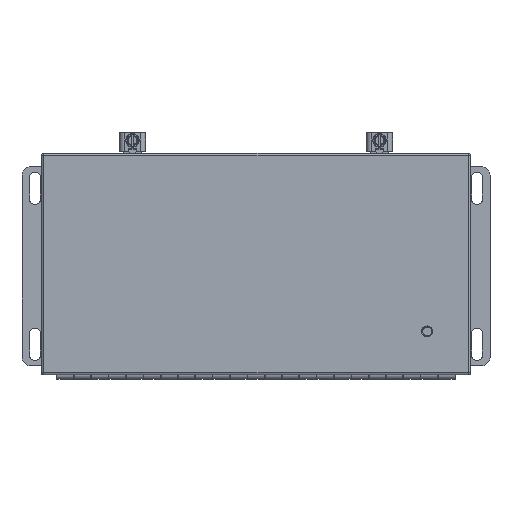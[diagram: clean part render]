
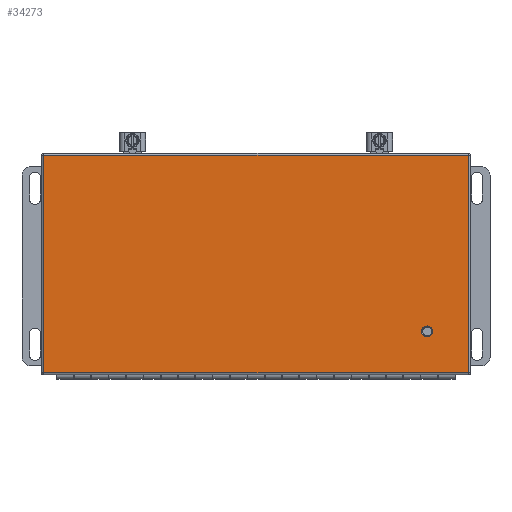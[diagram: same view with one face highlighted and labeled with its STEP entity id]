
A CAD part, top view. The second image highlights one B-rep face of the part: STEP entity #34273.
In plain terms, the highlighted planar face has unit normal (0, 0, 1).
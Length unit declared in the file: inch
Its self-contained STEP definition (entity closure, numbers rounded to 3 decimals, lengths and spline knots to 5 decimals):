
#741 = VECTOR ( 'NONE', #27113, 39.37008 ) ;
#1043 = EDGE_CURVE ( 'NONE', #52149, #57924, #9885, .T. ) ;
#2396 = DIRECTION ( 'NONE',  ( -1., 0., 0. ) ) ;
#6105 = DIRECTION ( 'NONE',  ( -1., 0., 0. ) ) ;
#6171 = EDGE_CURVE ( 'NONE', #32901, #59859, #11044, .T. ) ;
#9885 = LINE ( 'NONE', #32412, #741 ) ;
#11044 = LINE ( 'NONE', #45602, #24498 ) ;
#11436 = CARTESIAN_POINT ( 'NONE',  ( 10.99727, 1.1165, 4.185 ) ) ;
#13093 = EDGE_CURVE ( 'NONE', #59859, #52149, #59935, .T. ) ;
#13414 = CARTESIAN_POINT ( 'NONE',  ( 12.24985, 8.14639, 4.185 ) ) ;
#13785 = DIRECTION ( 'NONE',  ( 0., 0., -1. ) ) ;
#14133 = VERTEX_POINT ( 'NONE', #65638 ) ;
#14213 = VECTOR ( 'NONE', #2396, 39.37008 ) ;
#18987 = FACE_BOUND ( 'NONE', #67657, .T. ) ;
#19377 = PLANE ( 'NONE',  #37890 ) ;
#21654 = CARTESIAN_POINT ( 'NONE',  ( 12.19, -0.07504, 4.185 ) ) ;
#21769 = CARTESIAN_POINT ( 'NONE',  ( 12.19, 6.19, 4.185 ) ) ;
#22303 = DIRECTION ( 'NONE',  ( 0., 0., -1. ) ) ;
#23324 = CIRCLE ( 'NONE', #47407, 0.15655 ) ;
#24498 = VECTOR ( 'NONE', #32828, 39.37008 ) ;
#24638 = ORIENTED_EDGE ( 'NONE', *, *, #43819, .T. ) ;
#26045 = ORIENTED_EDGE ( 'NONE', *, *, #6171, .T. ) ;
#27113 = DIRECTION ( 'NONE',  ( 0., 1., 0. ) ) ;
#30534 = CARTESIAN_POINT ( 'NONE',  ( 12.24985, -0.07504, 4.185 ) ) ;
#30552 = CARTESIAN_POINT ( 'NONE',  ( 12.24985, 6.19, 4.185 ) ) ;
#31025 = DIRECTION ( 'NONE',  ( -1., 0., 0. ) ) ;
#32412 = CARTESIAN_POINT ( 'NONE',  ( 12.19, 8.14639, 4.185 ) ) ;
#32828 = DIRECTION ( 'NONE',  ( 0., -1., 0. ) ) ;
#32901 = VERTEX_POINT ( 'NONE', #39277 ) ;
#34273 = ADVANCED_FACE ( 'NONE', ( #52914, #18987 ), #19377, .F. ) ;
#37890 = AXIS2_PLACEMENT_3D ( 'NONE', #13414, #13785, #31025 ) ;
#38577 = ORIENTED_EDGE ( 'NONE', *, *, #1043, .T. ) ;
#39277 = CARTESIAN_POINT ( 'NONE',  ( -0.0652, 6.19, 4.185 ) ) ;
#43819 = EDGE_CURVE ( 'NONE', #57924, #32901, #66720, .T. ) ;
#45602 = CARTESIAN_POINT ( 'NONE',  ( -0.0652, 8.14639, 4.185 ) ) ;
#47407 = AXIS2_PLACEMENT_3D ( 'NONE', #11436, #22303, #6105 ) ;
#48416 = ORIENTED_EDGE ( 'NONE', *, *, #13093, .T. ) ;
#49626 = EDGE_LOOP ( 'NONE', ( #26045, #48416, #38577, #24638 ) ) ;
#52149 = VERTEX_POINT ( 'NONE', #21654 ) ;
#52806 = DIRECTION ( 'NONE',  ( 1., 0., 0. ) ) ;
#52914 = FACE_OUTER_BOUND ( 'NONE', #49626, .T. ) ;
#53882 = VECTOR ( 'NONE', #52806, 39.37008 ) ;
#56691 = EDGE_CURVE ( 'NONE', #14133, #14133, #23324, .T. ) ;
#57924 = VERTEX_POINT ( 'NONE', #21769 ) ;
#59859 = VERTEX_POINT ( 'NONE', #61485 ) ;
#59935 = LINE ( 'NONE', #30534, #53882 ) ;
#61485 = CARTESIAN_POINT ( 'NONE',  ( -0.0652, -0.07504, 4.185 ) ) ;
#62605 = ORIENTED_EDGE ( 'NONE', *, *, #56691, .T. ) ;
#65638 = CARTESIAN_POINT ( 'NONE',  ( 10.84072, 1.1165, 4.185 ) ) ;
#66720 = LINE ( 'NONE', #30552, #14213 ) ;
#67657 = EDGE_LOOP ( 'NONE', ( #62605 ) ) ;
